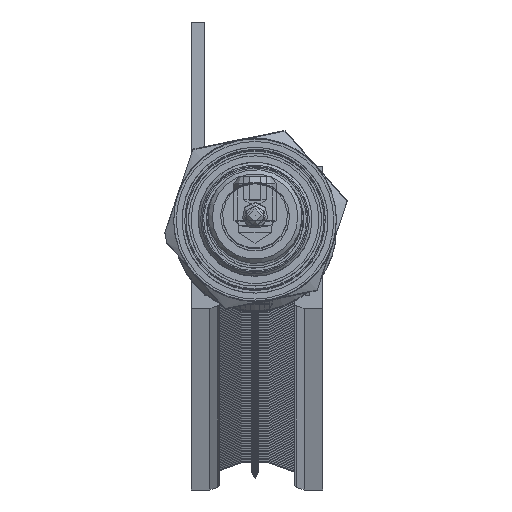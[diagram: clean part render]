
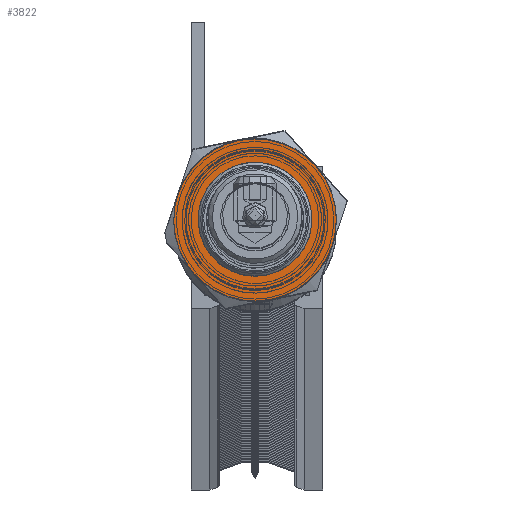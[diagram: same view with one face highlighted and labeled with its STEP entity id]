
A CAD part, top view. The second image highlights one B-rep face of the part: STEP entity #3822.
In plain terms, the highlighted face is planar.
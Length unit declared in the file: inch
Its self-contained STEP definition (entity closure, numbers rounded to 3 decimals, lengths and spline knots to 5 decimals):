
#1120=PLANE('',#4280);
#1266=FACE_BOUND('',#1762,.T.);
#1440=FACE_OUTER_BOUND('',#1761,.T.);
#1761=EDGE_LOOP('',(#3274,#3275,#3276,#3277,#3278,#3279));
#1762=EDGE_LOOP('',(#3280));
#1985=CIRCLE('',#4259,0.3125);
#1986=CIRCLE('',#4261,0.3125);
#1987=CIRCLE('',#4263,0.3125);
#1988=CIRCLE('',#4265,0.3125);
#1989=CIRCLE('',#4267,0.3125);
#1991=CIRCLE('',#4270,0.3125);
#1992=CIRCLE('',#4279,0.2025);
#2230=VERTEX_POINT('',#22389);
#2231=VERTEX_POINT('',#22393);
#2233=VERTEX_POINT('',#22400);
#2235=VERTEX_POINT('',#22410);
#2237=VERTEX_POINT('',#22423);
#2239=VERTEX_POINT('',#22433);
#2242=VERTEX_POINT('',#22464);
#2591=EDGE_CURVE('',#2230,#2231,#1985,.T.);
#2594=EDGE_CURVE('',#2233,#2230,#1986,.T.);
#2597=EDGE_CURVE('',#2235,#2233,#1987,.T.);
#2599=EDGE_CURVE('',#2237,#2235,#1988,.T.);
#2602=EDGE_CURVE('',#2239,#2237,#1989,.T.);
#2606=EDGE_CURVE('',#2231,#2239,#1991,.T.);
#2615=EDGE_CURVE('',#2242,#2242,#1992,.T.);
#3274=ORIENTED_EDGE('',*,*,#2606,.T.);
#3275=ORIENTED_EDGE('',*,*,#2602,.T.);
#3276=ORIENTED_EDGE('',*,*,#2599,.T.);
#3277=ORIENTED_EDGE('',*,*,#2597,.T.);
#3278=ORIENTED_EDGE('',*,*,#2594,.T.);
#3279=ORIENTED_EDGE('',*,*,#2591,.T.);
#3280=ORIENTED_EDGE('',*,*,#2615,.T.);
#3822=ADVANCED_FACE('',(#1440,#1266),#1120,.T.);
#4259=AXIS2_PLACEMENT_3D('',#22397,#5111,#5112);
#4261=AXIS2_PLACEMENT_3D('',#22407,#5115,#5116);
#4263=AXIS2_PLACEMENT_3D('',#22417,#5119,#5120);
#4265=AXIS2_PLACEMENT_3D('',#22424,#5123,#5124);
#4267=AXIS2_PLACEMENT_3D('',#22434,#5127,#5128);
#4270=AXIS2_PLACEMENT_3D('',#22445,#5133,#5134);
#4279=AXIS2_PLACEMENT_3D('',#22465,#5158,#5159);
#4280=AXIS2_PLACEMENT_3D('',#22466,#5160,#5161);
#5111=DIRECTION('center_axis',(-1.,0.,0.));
#5112=DIRECTION('ref_axis',(0.,1.,0.));
#5115=DIRECTION('center_axis',(-1.,0.,0.));
#5116=DIRECTION('ref_axis',(0.,1.,0.));
#5119=DIRECTION('center_axis',(-1.,0.,0.));
#5120=DIRECTION('ref_axis',(0.,1.,0.));
#5123=DIRECTION('center_axis',(-1.,0.,0.));
#5124=DIRECTION('ref_axis',(0.,1.,0.));
#5127=DIRECTION('center_axis',(-1.,0.,0.));
#5128=DIRECTION('ref_axis',(0.,1.,0.));
#5133=DIRECTION('center_axis',(-1.,0.,0.));
#5134=DIRECTION('ref_axis',(0.,1.,0.));
#5158=DIRECTION('center_axis',(1.,0.,0.));
#5159=DIRECTION('ref_axis',(0.,0.,-1.));
#5160=DIRECTION('center_axis',(-1.,0.,0.));
#5161=DIRECTION('ref_axis',(0.,0.,1.));
#22389=CARTESIAN_POINT('',(-0.29459,-0.15625,-0.27063));
#22393=CARTESIAN_POINT('',(-0.29459,-0.3125,0.));
#22397=CARTESIAN_POINT('Origin',(-0.29459,0.,0.));
#22400=CARTESIAN_POINT('',(-0.29459,0.15625,-0.27063));
#22407=CARTESIAN_POINT('Origin',(-0.29459,0.,0.));
#22410=CARTESIAN_POINT('',(-0.29459,0.3125,0.));
#22417=CARTESIAN_POINT('Origin',(-0.29459,0.,0.));
#22423=CARTESIAN_POINT('',(-0.29459,0.15625,0.27063));
#22424=CARTESIAN_POINT('Origin',(-0.29459,0.,0.));
#22433=CARTESIAN_POINT('',(-0.29459,-0.15625,0.27063));
#22434=CARTESIAN_POINT('Origin',(-0.29459,0.,0.));
#22445=CARTESIAN_POINT('Origin',(-0.29459,0.,0.));
#22464=CARTESIAN_POINT('',(-0.29459,0.2025,0.));
#22465=CARTESIAN_POINT('Origin',(-0.29459,0.,0.));
#22466=CARTESIAN_POINT('Origin',(-0.29459,0.49,0.));
